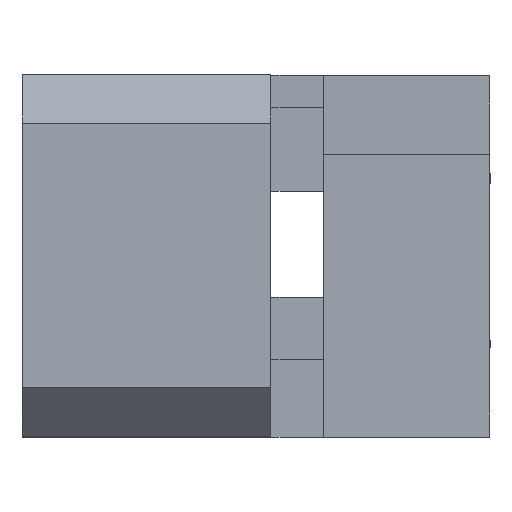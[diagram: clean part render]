
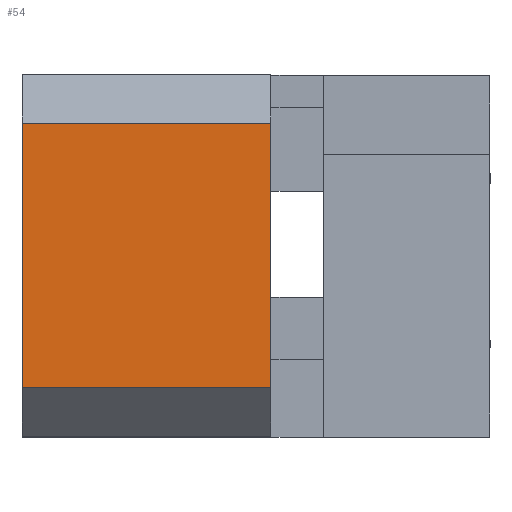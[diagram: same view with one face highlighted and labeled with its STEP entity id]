
A CAD part, top view. The second image highlights one B-rep face of the part: STEP entity #54.
In plain terms, the highlighted free-form (B-spline) face has degree [1, 1] with [2, 2] control points.
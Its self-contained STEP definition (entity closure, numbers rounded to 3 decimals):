
#54=ADVANCED_FACE('',(#112),#2095,.T.);
#112=FACE_OUTER_BOUND('',#174,.T.);
#174=EDGE_LOOP('',(#373,#374,#375,#376));
#373=ORIENTED_EDGE('',*,*,#1444,.F.);
#374=ORIENTED_EDGE('',*,*,#1472,.T.);
#375=ORIENTED_EDGE('',*,*,#1436,.F.);
#376=ORIENTED_EDGE('',*,*,#1473,.T.);
#670=PCURVE('',#2088,#988);
#683=PCURVE('',#2089,#1001);
#726=PCURVE('',#2095,#1044);
#727=PCURVE('',#2095,#1045);
#728=PCURVE('',#2095,#1046);
#729=PCURVE('',#2095,#1047);
#730=PCURVE('',#2096,#1048);
#734=PCURVE('',#2097,#1052);
#988=DEFINITIONAL_REPRESENTATION('',(#1690),#4174);
#1001=DEFINITIONAL_REPRESENTATION('',(#1711),#4174);
#1044=DEFINITIONAL_REPRESENTATION('',(#1777),#4174);
#1045=DEFINITIONAL_REPRESENTATION('',(#1779),#4174);
#1046=DEFINITIONAL_REPRESENTATION('',(#1780),#4174);
#1047=DEFINITIONAL_REPRESENTATION('',(#1782),#4174);
#1048=DEFINITIONAL_REPRESENTATION('',(#1783),#4174);
#1052=DEFINITIONAL_REPRESENTATION('',(#1787),#4174);
#1277=SURFACE_CURVE('',#1689,(#670,#728),.PCURVE_S1.);
#1285=SURFACE_CURVE('',#1710,(#683,#726),.PCURVE_S1.);
#1313=SURFACE_CURVE('',#1778,(#727,#734),.PCURVE_S1.);
#1314=SURFACE_CURVE('',#1781,(#729,#730),.PCURVE_S1.);
#1436=EDGE_CURVE('',#2006,#2007,#1277,.T.);
#1444=EDGE_CURVE('',#2009,#2008,#1285,.T.);
#1472=EDGE_CURVE('',#2009,#2007,#1313,.T.);
#1473=EDGE_CURVE('',#2006,#2008,#1314,.T.);
#1689=B_SPLINE_CURVE_WITH_KNOTS('',1,(#3173,#3174),.UNSPECIFIED.,.F.,.F.,
(2,2),(-12.117,-1.883),.UNSPECIFIED.);
#1690=B_SPLINE_CURVE_WITH_KNOTS('',1,(#3175,#3176),.UNSPECIFIED.,.F.,.F.,
(2,2),(-12.117,-1.883),.UNSPECIFIED.);
#1710=B_SPLINE_CURVE_WITH_KNOTS('',1,(#3415,#3416),.UNSPECIFIED.,.F.,.F.,
(2,2),(1.883,12.117),.UNSPECIFIED.);
#1711=B_SPLINE_CURVE_WITH_KNOTS('',1,(#3417,#3418),.UNSPECIFIED.,.F.,.F.,
(2,2),(1.883,12.117),.UNSPECIFIED.);
#1777=B_SPLINE_CURVE_WITH_KNOTS('',1,(#3724,#3725),.UNSPECIFIED.,.F.,.F.,
(2,2),(1.883,12.117),.UNSPECIFIED.);
#1778=B_SPLINE_CURVE_WITH_KNOTS('',1,(#3726,#3727),.UNSPECIFIED.,.F.,.F.,
(2,2),(-10.,0.),.UNSPECIFIED.);
#1779=B_SPLINE_CURVE_WITH_KNOTS('',1,(#3728,#3729),.UNSPECIFIED.,.F.,.F.,
(2,2),(-10.,0.),.UNSPECIFIED.);
#1780=B_SPLINE_CURVE_WITH_KNOTS('',1,(#3730,#3731),.UNSPECIFIED.,.F.,.F.,
(2,2),(-12.117,-1.883),.UNSPECIFIED.);
#1781=B_SPLINE_CURVE_WITH_KNOTS('',1,(#3732,#3733),.UNSPECIFIED.,.F.,.F.,
(2,2),(-10.,0.),.UNSPECIFIED.);
#1782=B_SPLINE_CURVE_WITH_KNOTS('',1,(#3734,#3735),.UNSPECIFIED.,.F.,.F.,
(2,2),(-10.,0.),.UNSPECIFIED.);
#1783=B_SPLINE_CURVE_WITH_KNOTS('',1,(#3736,#3737),.UNSPECIFIED.,.F.,.F.,
(2,2),(-10.,0.),.UNSPECIFIED.);
#1787=B_SPLINE_CURVE_WITH_KNOTS('',1,(#3744,#3745),.UNSPECIFIED.,.F.,.F.,
(2,2),(-10.,0.),.UNSPECIFIED.);
#2006=VERTEX_POINT('',#2579);
#2007=VERTEX_POINT('',#2580);
#2008=VERTEX_POINT('',#2581);
#2009=VERTEX_POINT('',#2582);
#2088=B_SPLINE_SURFACE_WITH_KNOTS('',1,1,((#2438,#2439),(#2440,#2441)),
 .UNSPECIFIED.,.F.,.F.,.F.,(2,2),(2,2),(-2.,47.801),(-2.,
20.3),.UNSPECIFIED.);
#2089=B_SPLINE_SURFACE_WITH_KNOTS('',1,1,((#2442,#2443),(#2444,#2445)),
 .UNSPECIFIED.,.F.,.F.,.F.,(2,2),(2,2),(-2.,20.3),(-2.,16.229),
 .UNSPECIFIED.);
#2095=B_SPLINE_SURFACE_WITH_KNOTS('',1,1,((#2466,#2467),(#2468,#2469)),
 .UNSPECIFIED.,.F.,.F.,.F.,(2,2),(2,2),(-8.15,8.15),
(-10.345,5.),.UNSPECIFIED.);
#2096=B_SPLINE_SURFACE_WITH_KNOTS('',1,1,((#2470,#2471),(#2472,#2473)),
 .UNSPECIFIED.,.F.,.F.,.F.,(2,2),(2,2),(-5.,10.345),(-2.121,
2.121),.UNSPECIFIED.);
#2097=B_SPLINE_SURFACE_WITH_KNOTS('',1,1,((#2474,#2475),(#2476,#2477)),
 .UNSPECIFIED.,.F.,.F.,.F.,(2,2),(2,2),(-10.345,5.),
(-2.121,2.121),.UNSPECIFIED.);
#2438=CARTESIAN_POINT('',(109.667,-270.442,154.506));
#2439=CARTESIAN_POINT('',(109.667,-248.142,154.506));
#2440=CARTESIAN_POINT('',(109.667,-270.442,104.704));
#2441=CARTESIAN_POINT('',(109.667,-248.142,104.704));
#2442=CARTESIAN_POINT('',(94.323,-270.442,154.506));
#2443=CARTESIAN_POINT('',(94.323,-270.442,136.276));
#2444=CARTESIAN_POINT('',(94.323,-248.142,154.506));
#2445=CARTESIAN_POINT('',(94.323,-248.142,136.276));
#2466=CARTESIAN_POINT('',(109.667,-267.442,154.506));
#2467=CARTESIAN_POINT('',(94.323,-267.442,154.506));
#2468=CARTESIAN_POINT('',(109.667,-251.142,154.506));
#2469=CARTESIAN_POINT('',(94.323,-251.142,154.506));
#2470=CARTESIAN_POINT('',(94.323,-251.142,154.506));
#2471=CARTESIAN_POINT('',(94.323,-248.142,151.506));
#2472=CARTESIAN_POINT('',(109.667,-251.142,154.506));
#2473=CARTESIAN_POINT('',(109.667,-248.142,151.506));
#2474=CARTESIAN_POINT('',(109.667,-267.442,154.506));
#2475=CARTESIAN_POINT('',(109.667,-270.442,151.506));
#2476=CARTESIAN_POINT('',(94.323,-267.442,154.506));
#2477=CARTESIAN_POINT('',(94.323,-270.442,151.506));
#2579=CARTESIAN_POINT('',(109.667,-251.142,154.506));
#2580=CARTESIAN_POINT('',(109.667,-267.442,154.506));
#2581=CARTESIAN_POINT('',(94.323,-251.142,154.506));
#2582=CARTESIAN_POINT('',(94.323,-267.442,154.506));
#3173=CARTESIAN_POINT('',(109.667,-251.142,154.506));
#3174=CARTESIAN_POINT('',(109.667,-267.442,154.506));
#3175=CARTESIAN_POINT('',(-2.,17.3));
#3176=CARTESIAN_POINT('',(-2.,1.));
#3415=CARTESIAN_POINT('',(94.323,-267.442,154.506));
#3416=CARTESIAN_POINT('',(94.323,-251.142,154.506));
#3417=CARTESIAN_POINT('',(1.,-2.));
#3418=CARTESIAN_POINT('',(17.3,-2.));
#3724=CARTESIAN_POINT('',(-8.15,5.));
#3725=CARTESIAN_POINT('',(8.15,5.));
#3726=CARTESIAN_POINT('',(94.323,-267.442,154.506));
#3727=CARTESIAN_POINT('',(109.667,-267.442,154.506));
#3728=CARTESIAN_POINT('',(-8.15,5.));
#3729=CARTESIAN_POINT('',(-8.15,-10.345));
#3730=CARTESIAN_POINT('',(8.15,-10.345));
#3731=CARTESIAN_POINT('',(-8.15,-10.345));
#3732=CARTESIAN_POINT('',(109.667,-251.142,154.506));
#3733=CARTESIAN_POINT('',(94.323,-251.142,154.506));
#3734=CARTESIAN_POINT('',(8.15,-10.345));
#3735=CARTESIAN_POINT('',(8.15,5.));
#3736=CARTESIAN_POINT('',(10.345,-2.121));
#3737=CARTESIAN_POINT('',(-5.,-2.121));
#3744=CARTESIAN_POINT('',(5.,-2.121));
#3745=CARTESIAN_POINT('',(-10.345,-2.121));
#4174=(
GEOMETRIC_REPRESENTATION_CONTEXT(2)
PARAMETRIC_REPRESENTATION_CONTEXT()
REPRESENTATION_CONTEXT('pspace','')
);
